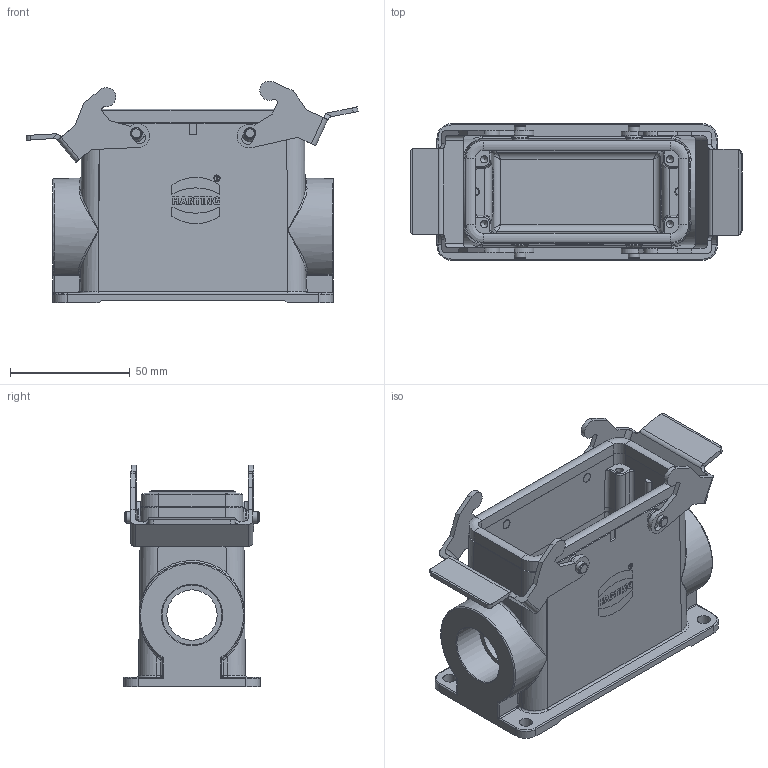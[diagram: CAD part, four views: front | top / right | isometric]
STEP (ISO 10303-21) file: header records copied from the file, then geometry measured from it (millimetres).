
FILE_DESCRIPTION((''),'2;1');
FILE_NAME('04300160240.stp','2020-07-07T14:37:33',('e.eickhoff'),(''),'Autodesk Inventor 2012','Autodesk Inventor 2012','');
FILE_SCHEMA(('AUTOMOTIVE_DESIGN { 1 0 10303 214 1 1 1 1 }'));
Length unit declared in the file: millimetre
Products named in the file (3): 04300160240; Metallbügel Quer
Assembly tree (3 placements, depth 2):
  04300160240
    04300160240
    Metallbügel Quer  x2
Bounding box: 138.57 x 57 x 92.59 mm (x, y, z)
Volume: 161053.6 mm3; surface area: 66876.5 mm2
Topology: 3 solids, 3 shells, 421 faces, 1778 edges, 2044 vertices
Faces by surface type: cylinder 164, plane 163, bspline 50, torus 26, cone 18
Full cylindrical faces by diameter (mm): 3 x4, 4 x4, 4.8 x4, 5.6 x4, 7 x4, 21 x2, 25 x2
Entity records: 19416 total; most frequent: CARTESIAN_POINT 6329, DIRECTION 2452, ORIENTED_EDGE 1790, EDGE_CURVE 895, AXIS2_PLACEMENT_3D 862, VECTOR 728, LINE 728, DIMENSIONAL_EXPONENTS 671
